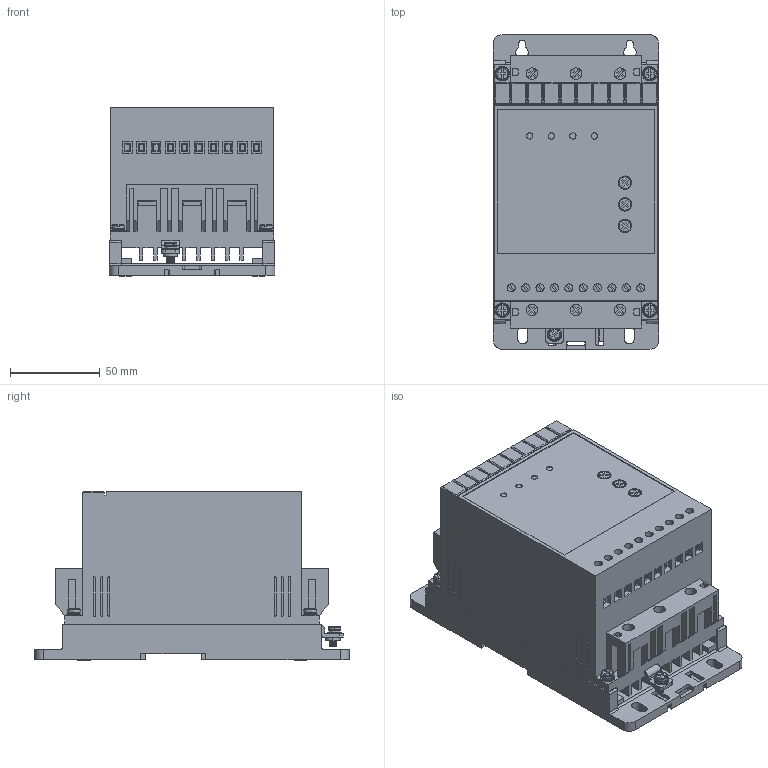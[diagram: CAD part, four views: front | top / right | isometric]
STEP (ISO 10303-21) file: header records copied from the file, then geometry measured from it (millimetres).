
FILE_DESCRIPTION (( 'STEP AP214' ), '1' );
FILE_NAME ('SFB-53-D22-A-11 ÓÏÏ SFB 3Ô 500Â 2,2êÂò 3A Uóïð 110-220Â Modbus ñ âûêë. ONI.STEP', '2020-10-19T16:51:49', ( '' ), ( '' ), 'SwSTEP 2.0', 'SolidWorks 2017', '' );
FILE_SCHEMA (( 'AUTOMOTIVE_DESIGN' ));
Length unit declared in the file: millimetre
Products named in the file (1): SFB-53-D22-A-11 ÓÏÏ SFB 3Ô 500Â 2,2êÂò 3A Uóïð 110-220Â Modbus ñ âûêë. ONI
Bounding box: 92 x 175 x 94.1 mm (x, y, z)
Volume: 1019334.1 mm3; surface area: 142665.3 mm2
Topology: 1 solids, 1 shells, 1311 faces, 3408 edges, 2216 vertices
Faces by surface type: plane 969, cylinder 296, bspline 46
Entity records: 53080 total; most frequent: CARTESIAN_POINT 22571, ORIENTED_EDGE 6816, DIRECTION 5275, EDGE_CURVE 3408, VECTOR 2557, LINE 2557, VERTEX_POINT 2216, EDGE_LOOP 1456
